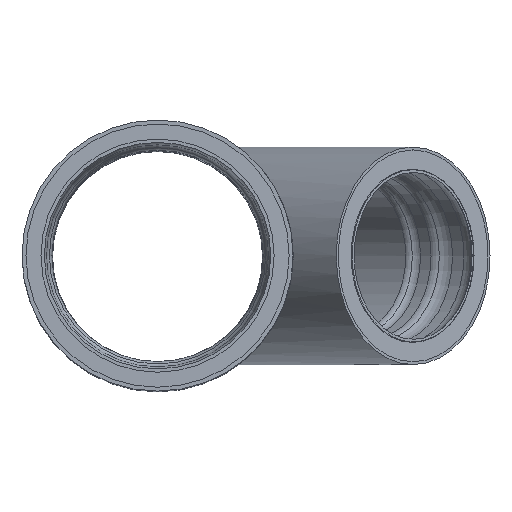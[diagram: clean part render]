
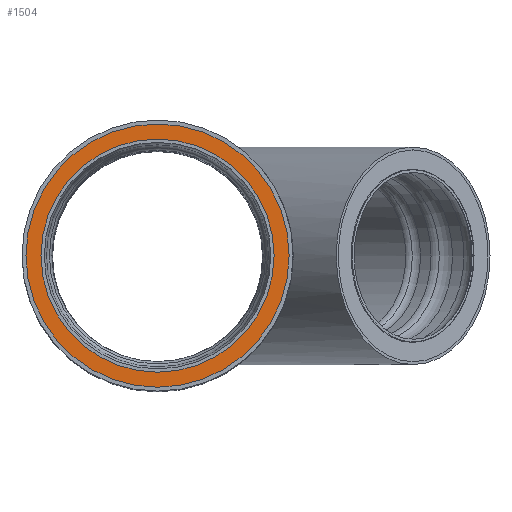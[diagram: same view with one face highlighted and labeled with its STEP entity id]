
A CAD part, top view. The second image highlights one B-rep face of the part: STEP entity #1504.
In plain terms, the highlighted planar face has unit normal (0, 0, 1).
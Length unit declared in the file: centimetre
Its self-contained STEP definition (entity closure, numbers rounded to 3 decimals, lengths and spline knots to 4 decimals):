
#81=FACE_BOUND('',#426,.T.);
#183=CIRCLE('',#1690,117.4142);
#187=CIRCLE('',#1695,132.5);
#261=PLANE('',#1696);
#323=FACE_OUTER_BOUND('',#425,.T.);
#425=EDGE_LOOP('',(#1208));
#426=EDGE_LOOP('',(#1209));
#686=VERTEX_POINT('',#3094);
#689=VERTEX_POINT('',#3102);
#869=EDGE_CURVE('',#686,#686,#183,.T.);
#874=EDGE_CURVE('',#689,#689,#187,.T.);
#1208=ORIENTED_EDGE('',*,*,#874,.T.);
#1209=ORIENTED_EDGE('',*,*,#869,.T.);
#1504=ADVANCED_FACE('',(#323,#81),#261,.T.);
#1690=AXIS2_PLACEMENT_3D('',#3095,#2088,#2089);
#1695=AXIS2_PLACEMENT_3D('',#3104,#2099,#2100);
#1696=AXIS2_PLACEMENT_3D('',#3105,#2101,#2102);
#2088=DIRECTION('center_axis',(0.,0.,-1.));
#2089=DIRECTION('ref_axis',(1.,0.,0.));
#2099=DIRECTION('center_axis',(0.,0.,1.));
#2100=DIRECTION('ref_axis',(1.,0.,0.));
#2101=DIRECTION('center_axis',(0.,0.,1.));
#2102=DIRECTION('ref_axis',(-1.,0.,0.));
#3094=CARTESIAN_POINT('',(638.1543,351.1418,267.1358));
#3095=CARTESIAN_POINT('Origin',(638.1543,468.556,267.1358));
#3102=CARTESIAN_POINT('',(505.6543,468.556,267.1358));
#3104=CARTESIAN_POINT('Origin',(638.1543,468.556,267.1358));
#3105=CARTESIAN_POINT('Origin',(638.1543,468.556,267.1358));
